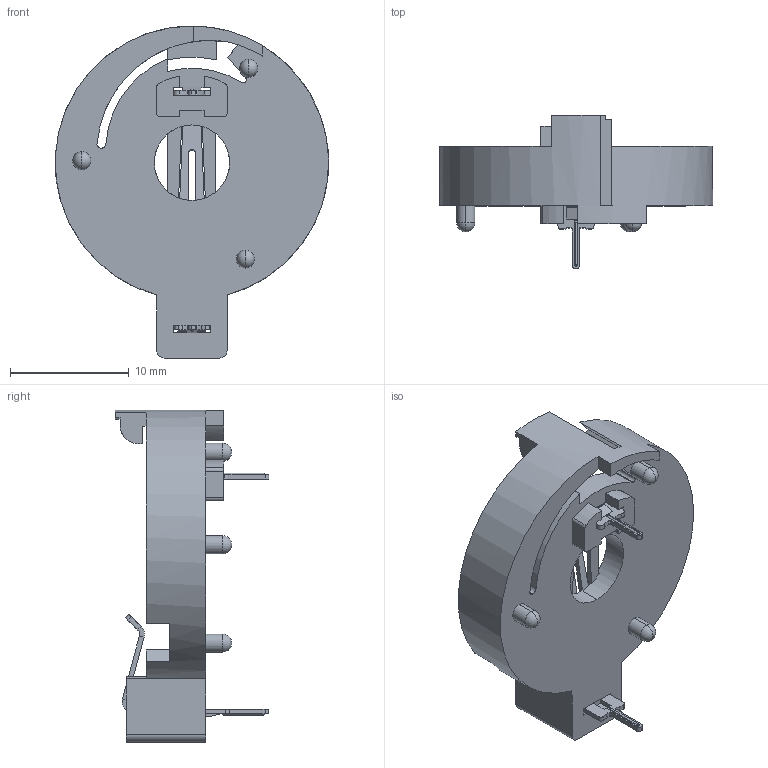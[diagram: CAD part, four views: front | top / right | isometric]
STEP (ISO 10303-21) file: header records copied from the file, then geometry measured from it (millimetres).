
FILE_DESCRIPTION(('CAx-IF Rec.Pracs.---Model Styling and Organization---1.5---2016-08-15','CAx-IF Rec.Pracs.---Geometric and Assembly Validation Properties---4.4---2016-08-17','CAx-IF Rec.Pracs.---User Defined Attributes---1.5---2016-08-15','CAx-IF Rec.Pracs.---External References---2.1---2005-01-19'),'2;1');
FILE_NAME('12893281.step','2023-12-11T03:15:28',('Unspecified'),('Unspecified'),'CAD Exchanger 3.10.2 (cadexchanger.com)','Unspecified','');
FILE_SCHEMA(('AUTOMOTIVE_DESIGN { 1 0 10303 214 1 1 1 1 }'));
Length unit declared in the file: millimetre
Products named in the file (1): 1066
Bounding box: 22.99 x 12.93 x 27.94 mm (x, y, z)
Volume: 1206.5 mm3; surface area: 2053.1 mm2
Topology: 4 solids, 4 shells, 316 faces, 842 edges, 529 vertices
Faces by surface type: plane 195, cylinder 105, torus 16
Entity records: 12337 total; most frequent: DIRECTION 1731, CARTESIAN_POINT 1712, ORIENTED_EDGE 1668, EDGE_CURVE 834, AXIS2_PLACEMENT_3D 584, LINE 563, VECTOR 563, VERTEX_POINT 529
